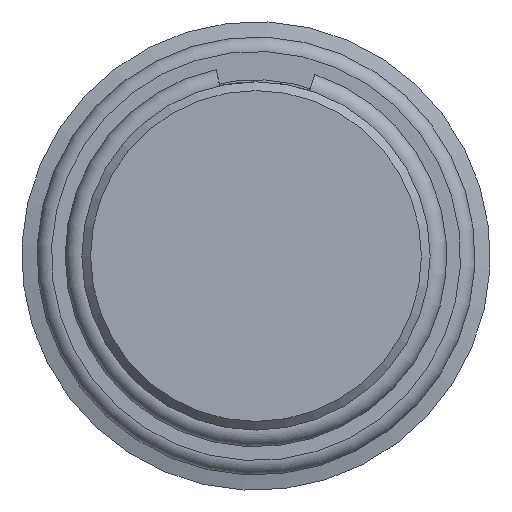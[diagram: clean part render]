
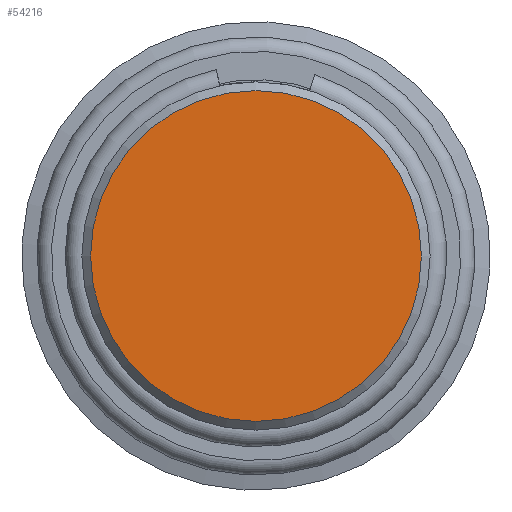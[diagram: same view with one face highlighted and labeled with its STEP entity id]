
A CAD part, left-side view. The second image highlights one B-rep face of the part: STEP entity #54216.
In plain terms, the highlighted planar face has unit normal (-1, 0, 0).
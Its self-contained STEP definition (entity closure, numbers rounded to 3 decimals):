
#54196=CARTESIAN_POINT('',(0.,5.7,0.0));
#54197=VERTEX_POINT('',#54196);
#54198=CARTESIAN_POINT('',(0.0,0.0,0.0));
#54199=DIRECTION('',(1.0,0.0,0.0));
#54200=DIRECTION('',(0.0,1.0,0.0));
#54201=AXIS2_PLACEMENT_3D('',#54198,#54199,#54200);
#54202=CIRCLE('',#54201,5.7);
#54203=EDGE_CURVE('',#54197,#54197,#54202,.T.);
#54208=CARTESIAN_POINT('',(0.,5.35,0.0));
#54209=DIRECTION('',(-1.0,0.0,0.0));
#54210=DIRECTION('',(0.0,0.0,1.0));
#54211=AXIS2_PLACEMENT_3D('',#54208,#54209,#54210);
#54212=PLANE('',#54211);
#54213=ORIENTED_EDGE('',*,*,#54203,.F.);
#54214=EDGE_LOOP('',(#54213));
#54215=FACE_OUTER_BOUND('',#54214,.T.);
#54216=ADVANCED_FACE('',(#54215),#54212,.T.);
